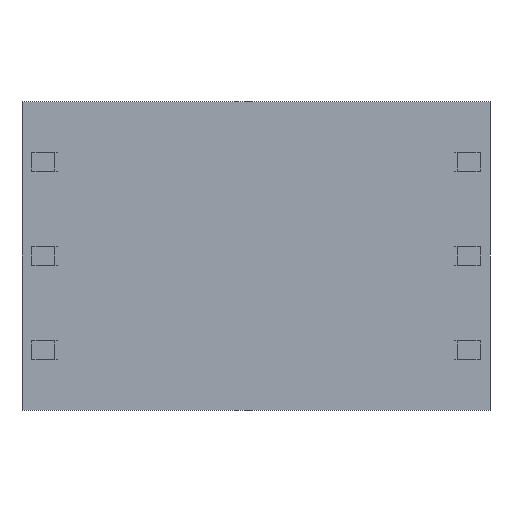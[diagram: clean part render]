
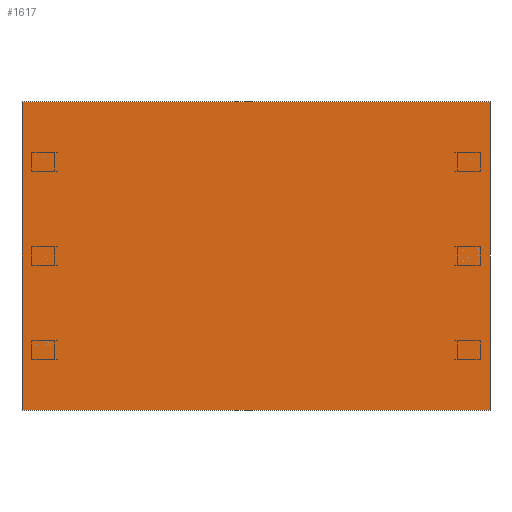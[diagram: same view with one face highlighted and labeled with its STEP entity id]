
A CAD part, front view. The second image highlights one B-rep face of the part: STEP entity #1617.
In plain terms, the highlighted planar face has unit normal (0, -1, 0).
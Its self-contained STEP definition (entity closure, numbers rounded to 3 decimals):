
#39 = CARTESIAN_POINT ( 'NONE',  ( 0., 0., -8.3 ) ) ;
#180 = LINE ( 'NONE', #39, #1642 ) ;
#236 = DIRECTION ( 'NONE',  ( 1., 0., 0. ) ) ;
#452 = LINE ( 'NONE', #3967, #5008 ) ;
#617 = VERTEX_POINT ( 'NONE', #1455 ) ;
#845 = DIRECTION ( 'NONE',  ( 1., 0., 0. ) ) ;
#1142 = ORIENTED_EDGE ( 'NONE', *, *, #4879, .T. ) ;
#1455 = CARTESIAN_POINT ( 'NONE',  ( -12.6, 0., -8.3 ) ) ;
#1617 = ADVANCED_FACE ( 'NONE', ( #2118 ), #2687, .T. ) ;
#1642 = VECTOR ( 'NONE', #5576, 1000. ) ;
#1957 = ORIENTED_EDGE ( 'NONE', *, *, #5983, .F. ) ;
#2118 = FACE_OUTER_BOUND ( 'NONE', #3868, .T. ) ;
#2687 = PLANE ( 'NONE',  #2945 ) ;
#2792 = EDGE_CURVE ( 'NONE', #617, #7682, #452, .T. ) ;
#2846 = VECTOR ( 'NONE', #5904, 1000. ) ;
#2945 = AXIS2_PLACEMENT_3D ( 'NONE', #7600, #4564, #845 ) ;
#3170 = LINE ( 'NONE', #3676, #6449 ) ;
#3433 = CARTESIAN_POINT ( 'NONE',  ( 0., 0., -8.3 ) ) ;
#3676 = CARTESIAN_POINT ( 'NONE',  ( 0., 0., 0. ) ) ;
#3868 = EDGE_LOOP ( 'NONE', ( #1957, #7547, #5443, #1142 ) ) ;
#3967 = CARTESIAN_POINT ( 'NONE',  ( 0., 0., -8.3 ) ) ;
#4492 = LINE ( 'NONE', #5286, #2846 ) ;
#4564 = DIRECTION ( 'NONE',  ( 0., -1., 0. ) ) ;
#4604 = VERTEX_POINT ( 'NONE', #5929 ) ;
#4841 = VERTEX_POINT ( 'NONE', #6742 ) ;
#4879 = EDGE_CURVE ( 'NONE', #7682, #4604, #180, .T. ) ;
#5008 = VECTOR ( 'NONE', #236, 1000. ) ;
#5286 = CARTESIAN_POINT ( 'NONE',  ( -12.6, 0., -8.3 ) ) ;
#5443 = ORIENTED_EDGE ( 'NONE', *, *, #2792, .T. ) ;
#5526 = EDGE_CURVE ( 'NONE', #617, #4841, #4492, .T. ) ;
#5576 = DIRECTION ( 'NONE',  ( 0., 0., 1. ) ) ;
#5904 = DIRECTION ( 'NONE',  ( 0., 0., 1. ) ) ;
#5929 = CARTESIAN_POINT ( 'NONE',  ( 0., 0., 0. ) ) ;
#5983 = EDGE_CURVE ( 'NONE', #4841, #4604, #3170, .T. ) ;
#6449 = VECTOR ( 'NONE', #7968, 1000. ) ;
#6742 = CARTESIAN_POINT ( 'NONE',  ( -12.6, 0., 0. ) ) ;
#7547 = ORIENTED_EDGE ( 'NONE', *, *, #5526, .F. ) ;
#7600 = CARTESIAN_POINT ( 'NONE',  ( 0., 0., -8.3 ) ) ;
#7682 = VERTEX_POINT ( 'NONE', #3433 ) ;
#7968 = DIRECTION ( 'NONE',  ( 1., 0., 0. ) ) ;
